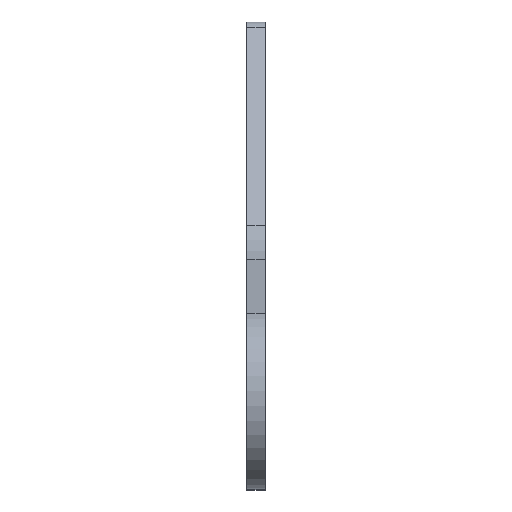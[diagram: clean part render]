
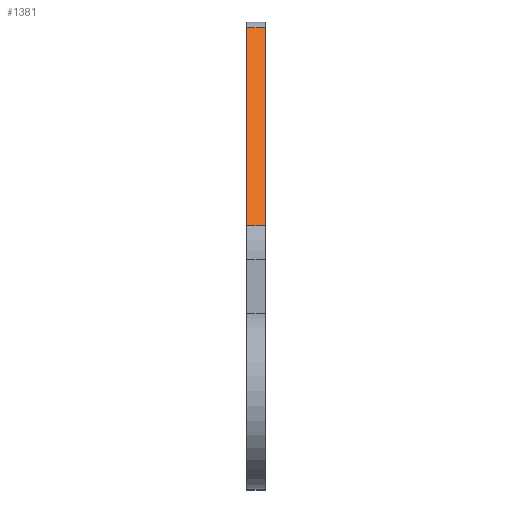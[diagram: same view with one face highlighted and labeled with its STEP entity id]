
A CAD part, top view. The second image highlights one B-rep face of the part: STEP entity #1381.
In plain terms, the highlighted planar face has unit normal (0, 0.679, 0.734).
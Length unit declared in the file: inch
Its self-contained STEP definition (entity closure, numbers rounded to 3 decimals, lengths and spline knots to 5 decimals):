
#120=PLANE('',#1557);
#198=FACE_OUTER_BOUND('',#260,.T.);
#260=EDGE_LOOP('',(#1124,#1125,#1126,#1127));
#430=LINE('',#2321,#504);
#431=LINE('',#2323,#505);
#432=LINE('',#2325,#506);
#433=LINE('',#2326,#507);
#504=VECTOR('',#1941,39.37008);
#505=VECTOR('',#1942,39.37008);
#506=VECTOR('',#1943,39.37008);
#507=VECTOR('',#1944,39.37008);
#728=VERTEX_POINT('',#2319);
#729=VERTEX_POINT('',#2320);
#730=VERTEX_POINT('',#2322);
#731=VERTEX_POINT('',#2324);
#896=EDGE_CURVE('',#728,#729,#430,.T.);
#897=EDGE_CURVE('',#728,#730,#431,.T.);
#898=EDGE_CURVE('',#730,#731,#432,.T.);
#899=EDGE_CURVE('',#729,#731,#433,.T.);
#1124=ORIENTED_EDGE('',*,*,#896,.F.);
#1125=ORIENTED_EDGE('',*,*,#897,.T.);
#1126=ORIENTED_EDGE('',*,*,#898,.T.);
#1127=ORIENTED_EDGE('',*,*,#899,.F.);
#1381=ADVANCED_FACE('',(#198),#120,.F.);
#1557=AXIS2_PLACEMENT_3D('',#2318,#1939,#1940);
#1939=DIRECTION('center_axis',(0.,-0.679,-0.734));
#1940=DIRECTION('ref_axis',(0.,0.734,-0.679));
#1941=DIRECTION('',(0.,-0.734,0.679));
#1942=DIRECTION('',(-1.,0.,0.));
#1943=DIRECTION('',(0.,-0.734,0.679));
#1944=DIRECTION('',(-1.,0.,0.));
#2318=CARTESIAN_POINT('Origin',(0.5,1.4032,3.22108));
#2319=CARTESIAN_POINT('',(0.5,2.72953,1.99422));
#2320=CARTESIAN_POINT('',(0.5,-0.00337,4.52215));
#2321=CARTESIAN_POINT('',(0.5,1.4032,3.22108));
#2322=CARTESIAN_POINT('',(0.25,2.72953,1.99422));
#2323=CARTESIAN_POINT('',(0.5,2.72953,1.99422));
#2324=CARTESIAN_POINT('',(0.25,-0.00337,4.52215));
#2325=CARTESIAN_POINT('',(0.25,1.4032,3.22108));
#2326=CARTESIAN_POINT('',(0.5,-0.00337,4.52215));
